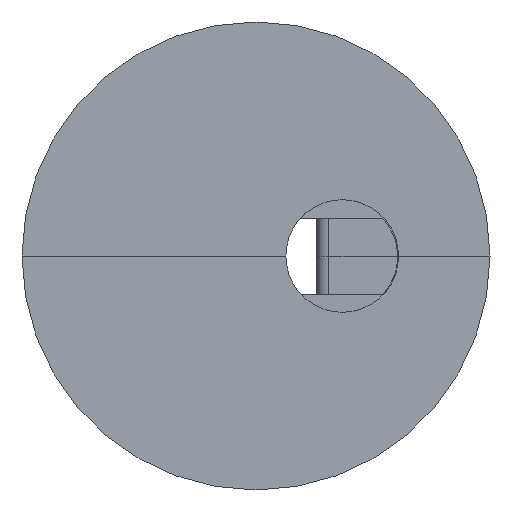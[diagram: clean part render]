
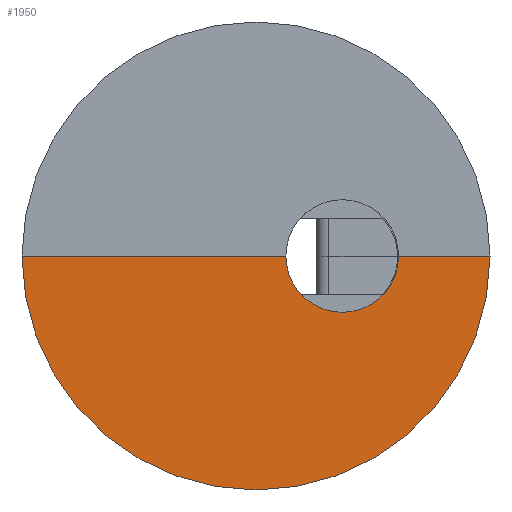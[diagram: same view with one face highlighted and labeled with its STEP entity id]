
A CAD part, top view. The second image highlights one B-rep face of the part: STEP entity #1950.
In plain terms, the highlighted planar face has unit normal (0, 0, 1).
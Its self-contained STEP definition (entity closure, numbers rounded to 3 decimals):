
#116=PLANE('',#2124);
#191=FACE_OUTER_BOUND('',#307,.T.);
#307=EDGE_LOOP('',(#1562,#1563,#1564,#1565));
#382=LINE('',#2884,#543);
#405=LINE('',#3046,#566);
#543=VECTOR('',#2270,10.);
#566=VECTOR('',#2323,10.);
#707=CIRCLE('',#2043,19.);
#746=CIRCLE('',#2123,4.575);
#826=VERTEX_POINT('',#2881);
#827=VERTEX_POINT('',#2883);
#846=VERTEX_POINT('',#2923);
#863=VERTEX_POINT('',#3044);
#1024=EDGE_CURVE('',#826,#827,#382,.T.);
#1045=EDGE_CURVE('',#846,#826,#707,.T.);
#1064=EDGE_CURVE('',#863,#846,#405,.T.);
#1153=EDGE_CURVE('',#863,#827,#746,.T.);
#1562=ORIENTED_EDGE('',*,*,#1064,.F.);
#1563=ORIENTED_EDGE('',*,*,#1153,.T.);
#1564=ORIENTED_EDGE('',*,*,#1024,.F.);
#1565=ORIENTED_EDGE('',*,*,#1045,.F.);
#1950=ADVANCED_FACE('',(#191),#116,.T.);
#2043=AXIS2_PLACEMENT_3D('',#2925,#2299,#2300);
#2123=AXIS2_PLACEMENT_3D('',#3260,#2517,#2518);
#2124=AXIS2_PLACEMENT_3D('',#3261,#2519,#2520);
#2270=DIRECTION('',(1.,0.,0.));
#2299=DIRECTION('center_axis',(0.,0.,-1.));
#2300=DIRECTION('ref_axis',(1.,0.,0.));
#2323=DIRECTION('',(1.,0.,0.));
#2517=DIRECTION('center_axis',(0.,0.,-1.));
#2518=DIRECTION('ref_axis',(1.,0.,0.));
#2519=DIRECTION('center_axis',(0.,0.,1.));
#2520=DIRECTION('ref_axis',(1.,0.,0.));
#2881=CARTESIAN_POINT('',(-19.,0.,49.525));
#2883=CARTESIAN_POINT('',(2.425,0.,49.525));
#2884=CARTESIAN_POINT('',(-9.5,0.,49.525));
#2923=CARTESIAN_POINT('',(19.,0.,49.525));
#2925=CARTESIAN_POINT('Origin',(0.,0.,49.525));
#3044=CARTESIAN_POINT('',(11.575,0.,49.525));
#3046=CARTESIAN_POINT('',(-9.5,0.,49.525));
#3260=CARTESIAN_POINT('Origin',(7.,0.,49.525));
#3261=CARTESIAN_POINT('Origin',(-19.,0.,49.525));
